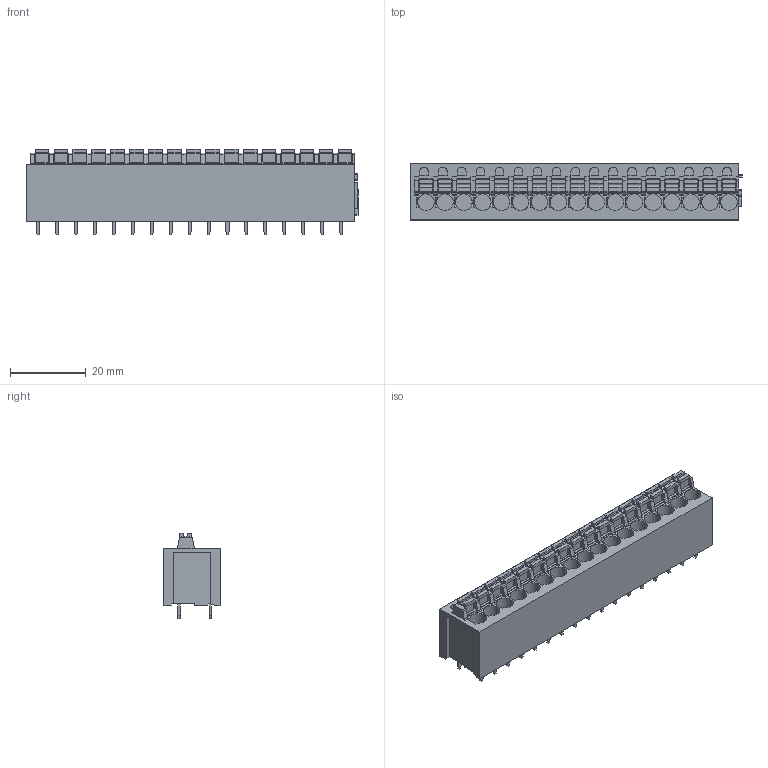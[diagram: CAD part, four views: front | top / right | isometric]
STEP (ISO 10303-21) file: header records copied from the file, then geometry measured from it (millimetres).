
FILE_DESCRIPTION(('CATIA V5 STEP Exchange','CAx-IF Rec.Pracs.--- Model Styling and Organization---1.2---2011-12-15'),'2;1');
FILE_NAME ('D1451072_0_1330340000_1330340000.stp','2018-09-07T10:24:48+00:00',('none'),('Weidmueller'),'CATIA Version 5-6 Release 2014','CATIA V5 STEP AP214','none');
FILE_SCHEMA(('AUTOMOTIVE_DESIGN { 1 0 10303 214 1 1 1 1 }'));
Length unit declared in the file: millimetre
Products named in the file (1): 1330340000
Bounding box: 87.65 x 14.8 x 22.7 mm (x, y, z)
Volume: 18112.7 mm3; surface area: 10666.5 mm2
Topology: 52 solids, 52 shells, 1148 faces, 3021 edges, 2014 vertices
Faces by surface type: plane 891, cylinder 257
Entity records: 31480 total; most frequent: ORIENTED_EDGE 6042, CARTESIAN_POINT 5724, DIRECTION 3972, EDGE_CURVE 3021, VECTOR 2456, LINE 2456, VERTEX_POINT 2014, EDGE_LOOP 1185
